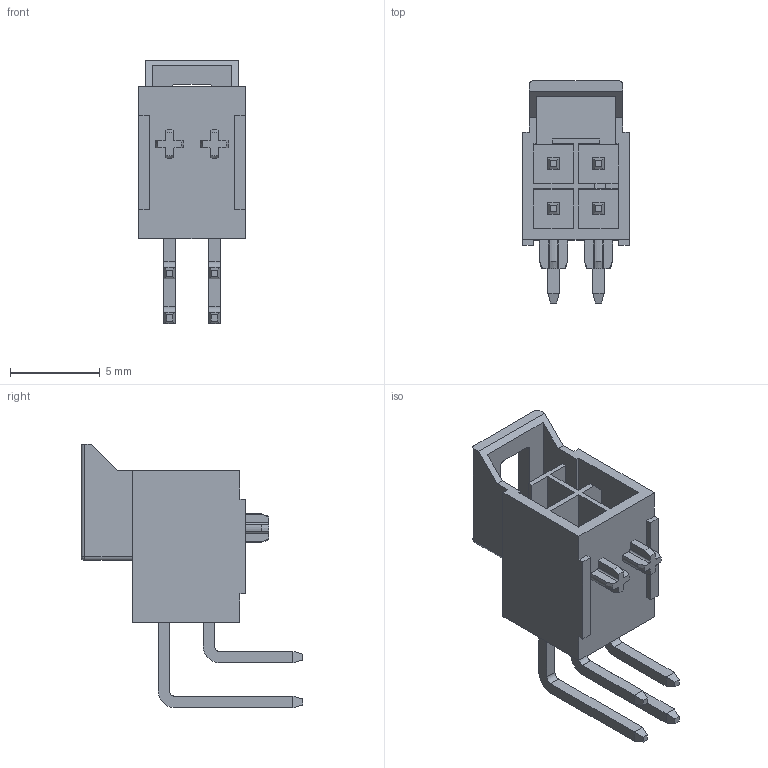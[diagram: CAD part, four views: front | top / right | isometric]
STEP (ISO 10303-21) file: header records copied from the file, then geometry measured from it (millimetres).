
FILE_DESCRIPTION(('FreeCAD Model'),'2;1');
FILE_NAME( 'Molex_1053141204.stp', '2019-06-09T13:45:47',('Author'),(''), 'Open CASCADE STEP processor 7.3','FreeCAD','Unknown');
FILE_SCHEMA(('AUTOMOTIVE_DESIGN { 1 0 10303 214 1 1 1 1 }'));
Length unit declared in the file: millimetre
Products named in the file (3): _053141204; SOLID; COMPOUND
Assembly tree (2 placements, depth 2):
  _053141204
    SOLID
    COMPOUND
Bounding box: 5.94 x 12.34 x 14.66 mm (x, y, z)
Volume: 231.3 mm3; surface area: 756.5 mm2
Topology: 1 solids, 1 shells, 193 faces, 518 edges, 372 vertices
Faces by surface type: plane 151, cylinder 32, cone 8, sphere 2
Entity records: 14702 total; most frequent: CARTESIAN_POINT 2972, DIRECTION 1909, LINE 1326, VECTOR 1326, ORIENTED_EDGE 1012, PCURVE 1012, DEFINITIONAL_REPRESENTATION 1012, EDGE_CURVE 506
